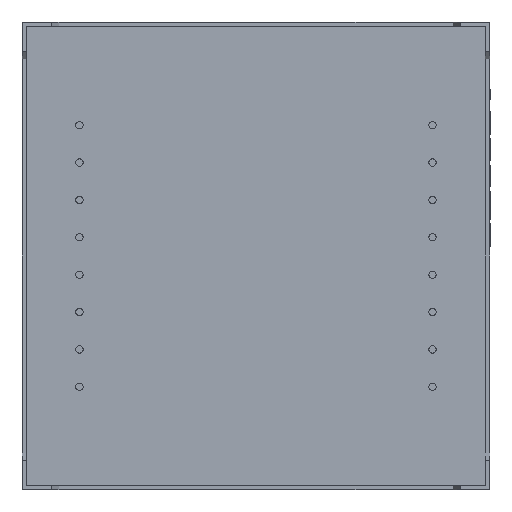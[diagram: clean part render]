
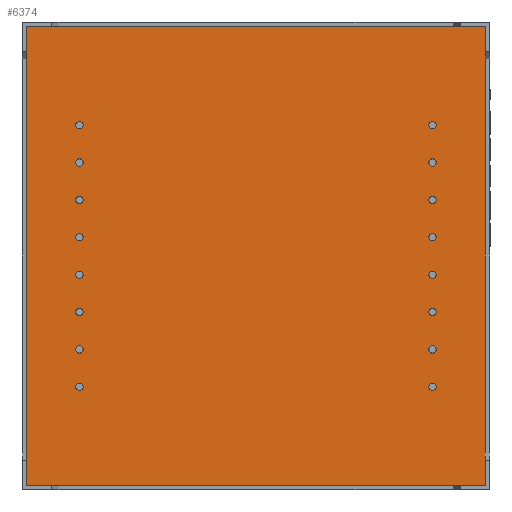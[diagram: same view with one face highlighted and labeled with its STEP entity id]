
A CAD part, front view. The second image highlights one B-rep face of the part: STEP entity #6374.
In plain terms, the highlighted planar face has unit normal (0, -1, 0).
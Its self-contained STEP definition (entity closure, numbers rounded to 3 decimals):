
#6254=CARTESIAN_POINT('',(0.3,-4.2,-31.5));
#6255=VERTEX_POINT('',#6254);
#6262=CARTESIAN_POINT('',(0.3,-4.2,-0.3));
#6263=VERTEX_POINT('',#6262);
#6264=CARTESIAN_POINT('',(0.3,-4.2,-0.3));
#6265=DIRECTION('',(0.,0.,-1.));
#6266=VECTOR('',#6265,31.2);
#6267=LINE('',#6264,#6266);
#6268=EDGE_CURVE('',#6263,#6255,#6267,.T.);
#6293=CARTESIAN_POINT('',(31.5,-4.2,-0.3));
#6294=VERTEX_POINT('',#6293);
#6295=CARTESIAN_POINT('',(31.5,-4.2,-0.3));
#6296=DIRECTION('',(-1.,0.,0.));
#6297=VECTOR('',#6296,31.2);
#6298=LINE('',#6295,#6297);
#6299=EDGE_CURVE('',#6294,#6263,#6298,.T.);
#6324=CARTESIAN_POINT('',(31.5,-4.2,-31.5));
#6325=VERTEX_POINT('',#6324);
#6326=CARTESIAN_POINT('',(31.5,-4.2,-31.5));
#6327=DIRECTION('',(0.,0.,1.));
#6328=VECTOR('',#6327,31.2);
#6329=LINE('',#6326,#6328);
#6330=EDGE_CURVE('',#6325,#6294,#6329,.T.);
#6353=CARTESIAN_POINT('',(0.3,-4.2,-31.5));
#6354=DIRECTION('',(1.,0.,-0.));
#6355=VECTOR('',#6354,31.2);
#6356=LINE('',#6353,#6355);
#6357=EDGE_CURVE('',#6255,#6325,#6356,.T.);
#6363=CARTESIAN_POINT('',(0.,-4.2,0.));
#6364=DIRECTION('',(0.,-1.,0.));
#6365=DIRECTION('',(0.,0.,-1.));
#6366=AXIS2_PLACEMENT_3D('',#6363,#6364,#6365);
#6367=PLANE('',#6366);
#6368=ORIENTED_EDGE('',*,*,#6268,.T.);
#6369=ORIENTED_EDGE('',*,*,#6357,.T.);
#6370=ORIENTED_EDGE('',*,*,#6330,.T.);
#6371=ORIENTED_EDGE('',*,*,#6299,.T.);
#6372=EDGE_LOOP('',(#6368,#6369,#6370,#6371));
#6373=FACE_BOUND('',#6372,.T.);
#6374=ADVANCED_FACE('',(#6373),#6367,.T.);
